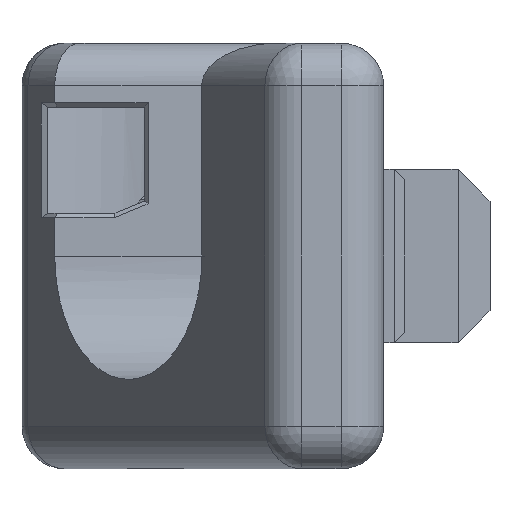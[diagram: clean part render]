
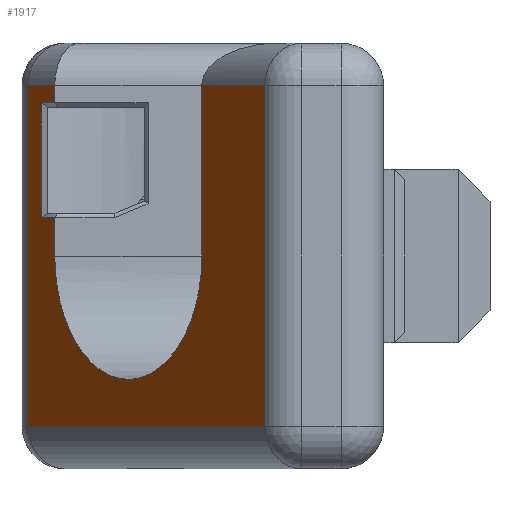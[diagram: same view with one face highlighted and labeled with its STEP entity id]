
A CAD part, left-side view. The second image highlights one B-rep face of the part: STEP entity #1917.
In plain terms, the highlighted planar face has unit normal (-0.512, 0.859, 0).
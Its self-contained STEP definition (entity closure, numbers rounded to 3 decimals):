
#124=ELLIPSE('',#2031,6.752,5.8);
#259=FACE_OUTER_BOUND('',#374,.T.);
#374=EDGE_LOOP('',(#1643,#1644,#1645,#1646,#1647,#1648,#1649,#1650,#1651,
#1652,#1653,#1654));
#488=LINE('',#3080,#673);
#509=LINE('',#3138,#694);
#512=LINE('',#3154,#697);
#513=LINE('',#3157,#698);
#517=LINE('',#3181,#702);
#519=LINE('',#3189,#704);
#547=LINE('',#3324,#732);
#548=LINE('',#3326,#733);
#554=LINE('',#3406,#739);
#555=LINE('',#3408,#740);
#556=LINE('',#3409,#741);
#673=VECTOR('',#2397,10.);
#694=VECTOR('',#2438,10.);
#697=VECTOR('',#2455,10.);
#698=VECTOR('',#2458,10.);
#702=VECTOR('',#2496,10.);
#704=VECTOR('',#2508,10.);
#732=VECTOR('',#2596,10.);
#733=VECTOR('',#2597,10.);
#739=VECTOR('',#2613,10.);
#740=VECTOR('',#2614,10.);
#741=VECTOR('',#2615,10.);
#851=VERTEX_POINT('',#3067);
#852=VERTEX_POINT('',#3068);
#856=VERTEX_POINT('',#3077);
#872=VERTEX_POINT('',#3135);
#873=VERTEX_POINT('',#3137);
#876=VERTEX_POINT('',#3147);
#879=VERTEX_POINT('',#3152);
#880=VERTEX_POINT('',#3156);
#910=VERTEX_POINT('',#3321);
#912=VERTEX_POINT('',#3325);
#918=VERTEX_POINT('',#3405);
#919=VERTEX_POINT('',#3407);
#1064=EDGE_CURVE('',#851,#852,#124,.T.);
#1070=EDGE_CURVE('',#856,#851,#488,.T.);
#1094=EDGE_CURVE('',#872,#873,#509,.T.);
#1102=EDGE_CURVE('',#879,#876,#512,.T.);
#1103=EDGE_CURVE('',#856,#880,#513,.T.);
#1118=EDGE_CURVE('',#880,#879,#517,.T.);
#1122=EDGE_CURVE('',#876,#872,#519,.T.);
#1167=EDGE_CURVE('',#852,#910,#547,.T.);
#1168=EDGE_CURVE('',#912,#873,#548,.T.);
#1179=EDGE_CURVE('',#918,#910,#554,.T.);
#1180=EDGE_CURVE('',#919,#918,#555,.T.);
#1181=EDGE_CURVE('',#912,#919,#556,.T.);
#1643=ORIENTED_EDGE('',*,*,#1179,.F.);
#1644=ORIENTED_EDGE('',*,*,#1180,.F.);
#1645=ORIENTED_EDGE('',*,*,#1181,.F.);
#1646=ORIENTED_EDGE('',*,*,#1168,.T.);
#1647=ORIENTED_EDGE('',*,*,#1094,.F.);
#1648=ORIENTED_EDGE('',*,*,#1122,.F.);
#1649=ORIENTED_EDGE('',*,*,#1102,.F.);
#1650=ORIENTED_EDGE('',*,*,#1118,.F.);
#1651=ORIENTED_EDGE('',*,*,#1103,.F.);
#1652=ORIENTED_EDGE('',*,*,#1070,.T.);
#1653=ORIENTED_EDGE('',*,*,#1064,.T.);
#1654=ORIENTED_EDGE('',*,*,#1167,.T.);
#1810=PLANE('',#2108);
#1917=ADVANCED_FACE('',(#259),#1810,.T.);
#2031=AXIS2_PLACEMENT_3D('',#3069,#2387,#2388);
#2108=AXIS2_PLACEMENT_3D('',#3404,#2611,#2612);
#2387=DIRECTION('center_axis',(0.512,-0.859,0.));
#2388=DIRECTION('ref_axis',(-0.859,-0.512,0.));
#2397=DIRECTION('',(0.,0.,-1.));
#2438=DIRECTION('',(-0.859,-0.512,0.));
#2455=DIRECTION('',(0.859,0.512,0.));
#2458=DIRECTION('',(-0.859,-0.512,0.));
#2496=DIRECTION('',(0.,0.,-1.));
#2508=DIRECTION('',(0.,0.,1.));
#2596=DIRECTION('',(0.,0.,1.));
#2597=DIRECTION('',(0.,0.,1.));
#2611=DIRECTION('center_axis',(-0.512,0.859,0.));
#2612=DIRECTION('ref_axis',(-0.859,-0.512,0.));
#2613=DIRECTION('',(-0.859,-0.512,0.));
#2614=DIRECTION('',(0.,0.,-1.));
#2615=DIRECTION('',(0.859,0.512,0.));
#3067=CARTESIAN_POINT('',(-102.825,82.346,9.));
#3068=CARTESIAN_POINT('',(-91.225,89.258,9.));
#3069=CARTESIAN_POINT('Origin',(-97.025,85.802,9.));
#3077=CARTESIAN_POINT('',(-102.825,82.346,17.));
#3080=CARTESIAN_POINT('',(-102.825,82.346,13.5));
#3135=CARTESIAN_POINT('',(-89.11,90.518,17.));
#3137=CARTESIAN_POINT('',(-91.225,89.258,17.));
#3138=CARTESIAN_POINT('',(-87.974,91.195,17.));
#3147=CARTESIAN_POINT('',(-89.11,90.518,1.));
#3152=CARTESIAN_POINT('',(-107.798,79.382,1.));
#3154=CARTESIAN_POINT('',(-87.974,91.195,1.));
#3156=CARTESIAN_POINT('',(-107.798,79.382,17.));
#3157=CARTESIAN_POINT('',(-87.974,91.195,17.));
#3181=CARTESIAN_POINT('',(-107.798,79.382,18.));
#3189=CARTESIAN_POINT('',(-89.11,90.518,18.));
#3321=CARTESIAN_POINT('',(-91.225,89.258,10.8));
#3324=CARTESIAN_POINT('',(-91.225,89.258,19.));
#3325=CARTESIAN_POINT('',(-91.225,89.258,16.2));
#3326=CARTESIAN_POINT('',(-91.225,89.258,19.));
#3404=CARTESIAN_POINT('Origin',(-88.637,90.8,18.));
#3405=CARTESIAN_POINT('',(-90.143,89.903,10.8));
#3406=CARTESIAN_POINT('',(-89.554,90.254,10.8));
#3407=CARTESIAN_POINT('',(-90.143,89.903,16.2));
#3408=CARTESIAN_POINT('',(-90.143,89.903,16.));
#3409=CARTESIAN_POINT('',(-87.277,91.611,16.2));
